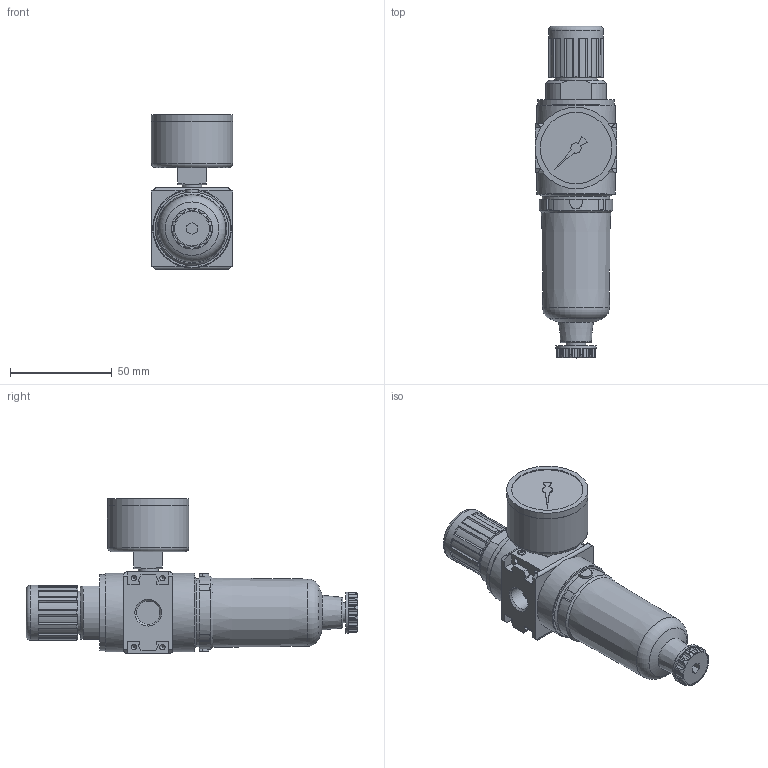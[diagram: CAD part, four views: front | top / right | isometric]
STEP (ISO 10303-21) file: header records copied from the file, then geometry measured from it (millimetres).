
FILE_DESCRIPTION( ( 'STEP AP203' ), '1' );
FILE_NAME( '9_2101_00_126_2_03.stp', ' ', ( ' ' ), ( ' ' ), 'PSStep 15.0.47', 'PARTsolutions', ' ' );
FILE_SCHEMA( ( 'CONFIG_CONTROL_DESIGN' ) );
Length unit declared in the file: millimetre
Products named in the file (4): 9.2101.00.126; _C 06-K 3-HA(00)-1; _C 06-K 3-HA-2; _C 06-K 3-HA-3
Assembly tree (3 placements, depth 2):
  9.2101.00.126
    _C 06-K 3-HA(00)-1
    _C 06-K 3-HA-2
    _C 06-K 3-HA-3
Bounding box: 40 x 163 x 76 mm (x, y, z)
Volume: 172848.3 mm3; surface area: 31326.7 mm2
Topology: 3 solids, 3 shells, 367 faces, 950 edges, 628 vertices
Faces by surface type: plane 195, cylinder 144, cone 17, torus 10, sphere 1
Full cylindrical faces by diameter (mm): 2.6 x4, 3 x4, 4.1 x4, 8.566 x1, 9.728 x2, 11.445 x2, 16 x1, 20 x1, 20.3 x1, 21 x1, 27 x1, 33.3 x1, 35 x1, 36 x1, 37.5 x1, 38.5 x2, 39.96 x1, 40 x2
Entity records: 11614 total; most frequent: CARTESIAN_POINT 2686, DIRECTION 1830, ORIENTED_EDGE 1764, EDGE_CURVE 882, AXIS2_PLACEMENT_3D 668, VERTEX_POINT 615, LINE 494, VECTOR 494
